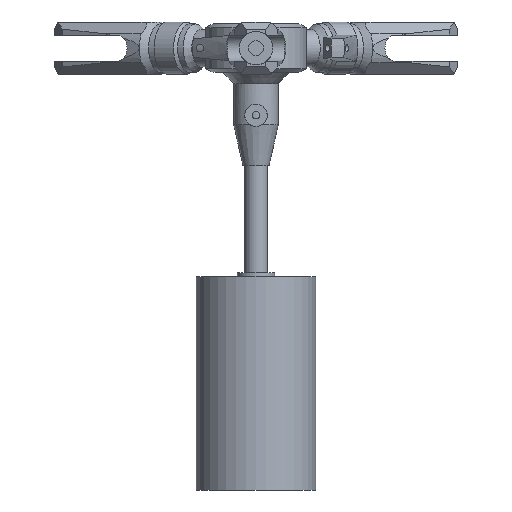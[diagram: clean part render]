
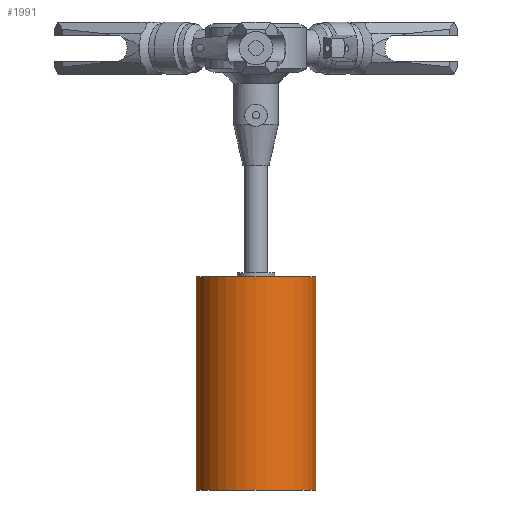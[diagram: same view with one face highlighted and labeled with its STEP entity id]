
A CAD part, front view. The second image highlights one B-rep face of the part: STEP entity #1991.
In plain terms, the highlighted cylindrical face has radius 16 mm (diameter 32 mm), a full revolution.
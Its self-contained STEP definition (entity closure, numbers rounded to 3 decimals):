
#326=FACE_OUTER_BOUND('',#474,.T.);
#474=EDGE_LOOP('',(#1814,#1815,#1816,#1817));
#604=LINE('',#3983,#726);
#726=VECTOR('',#2949,16.);
#816=CIRCLE('',#2329,16.);
#825=CIRCLE('',#2347,16.);
#997=VERTEX_POINT('',#3950);
#1006=VERTEX_POINT('',#3981);
#1265=EDGE_CURVE('',#997,#997,#816,.T.);
#1278=EDGE_CURVE('',#1006,#1006,#825,.T.);
#1279=EDGE_CURVE('',#1006,#997,#604,.T.);
#1814=ORIENTED_EDGE('',*,*,#1278,.F.);
#1815=ORIENTED_EDGE('',*,*,#1279,.T.);
#1816=ORIENTED_EDGE('',*,*,#1265,.F.);
#1817=ORIENTED_EDGE('',*,*,#1279,.F.);
#1873=CYLINDRICAL_SURFACE('',#2346,16.);
#1991=ADVANCED_FACE('',(#326),#1873,.T.);
#2329=AXIS2_PLACEMENT_3D('',#3951,#2907,#2908);
#2346=AXIS2_PLACEMENT_3D('',#3980,#2945,#2946);
#2347=AXIS2_PLACEMENT_3D('',#3982,#2947,#2948);
#2907=DIRECTION('center_axis',(0.,0.,-1.));
#2908=DIRECTION('ref_axis',(1.,0.,0.));
#2945=DIRECTION('center_axis',(0.,0.,1.));
#2946=DIRECTION('ref_axis',(1.,0.,0.));
#2947=DIRECTION('center_axis',(0.,0.,1.));
#2948=DIRECTION('ref_axis',(1.,0.,0.));
#2949=DIRECTION('',(0.,0.,-1.));
#3950=CARTESIAN_POINT('',(-16.,0.,-28.6));
#3951=CARTESIAN_POINT('Origin',(0.,0.,-28.6));
#3980=CARTESIAN_POINT('Origin',(0.,0.,0.));
#3981=CARTESIAN_POINT('',(-16.,0.,28.6));
#3982=CARTESIAN_POINT('Origin',(0.,0.,28.6));
#3983=CARTESIAN_POINT('',(-16.,0.,0.));
